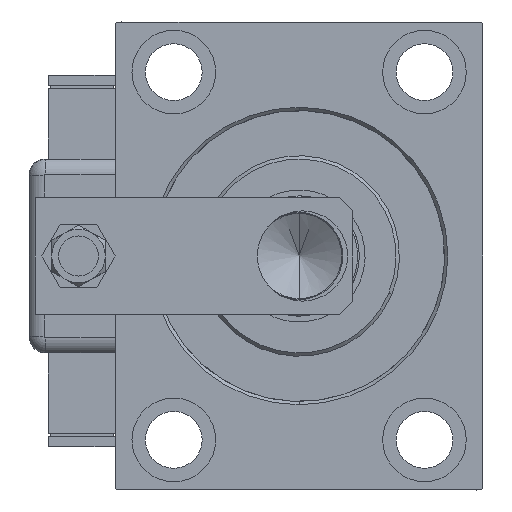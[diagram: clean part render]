
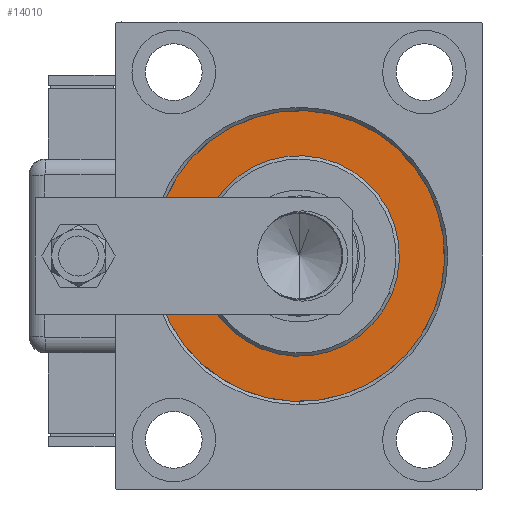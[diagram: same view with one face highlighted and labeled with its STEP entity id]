
A CAD part, left-side view. The second image highlights one B-rep face of the part: STEP entity #14010.
In plain terms, the highlighted face is planar.
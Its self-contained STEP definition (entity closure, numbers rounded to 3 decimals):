
#1131 = VERTEX_POINT ( 'NONE', #36339 ) ;
#2617 = CARTESIAN_POINT ( 'NONE',  ( 0., 0., 43.5 ) ) ;
#2720 = EDGE_LOOP ( 'NONE', ( #27108, #36671 ) ) ;
#3306 = DIRECTION ( 'NONE',  ( 0., 0., 1. ) ) ;
#5320 = CARTESIAN_POINT ( 'NONE',  ( 0., 0., -30. ) ) ;
#7257 = AXIS2_PLACEMENT_3D ( 'NONE', #25190, #39115, #3306 ) ;
#8399 = AXIS2_PLACEMENT_3D ( 'NONE', #29312, #9959, #10847 ) ;
#9959 = DIRECTION ( 'NONE',  ( 1., 0., 0. ) ) ;
#10847 = DIRECTION ( 'NONE',  ( 0., 0., -1. ) ) ;
#13023 = DIRECTION ( 'NONE',  ( -1., 0., 0. ) ) ;
#14010 = ADVANCED_FACE ( 'NONE', ( #15652, #24433 ), #28378, .F. ) ;
#14766 = DIRECTION ( 'NONE',  ( -1., 0., 0. ) ) ;
#15205 = VERTEX_POINT ( 'NONE', #24310 ) ;
#15652 = FACE_BOUND ( 'NONE', #2720, .T. ) ;
#19954 = ORIENTED_EDGE ( 'NONE', *, *, #56099, .F. ) ;
#21906 = VERTEX_POINT ( 'NONE', #5320 ) ;
#21918 = DIRECTION ( 'NONE',  ( 0., 0., -1. ) ) ;
#24310 = CARTESIAN_POINT ( 'NONE',  ( 0., 0., 30. ) ) ;
#24433 = FACE_OUTER_BOUND ( 'NONE', #49366, .T. ) ;
#25190 = CARTESIAN_POINT ( 'NONE',  ( 0., 0., 0. ) ) ;
#25340 = EDGE_CURVE ( 'NONE', #21906, #15205, #45115, .T. ) ;
#26927 = DIRECTION ( 'NONE',  ( 0., 0., 1. ) ) ;
#27108 = ORIENTED_EDGE ( 'NONE', *, *, #33606, .F. ) ;
#28378 = PLANE ( 'NONE',  #44685 ) ;
#29312 = CARTESIAN_POINT ( 'NONE',  ( 0., 0., 0. ) ) ;
#30822 = CIRCLE ( 'NONE', #35678, 30. ) ;
#33169 = CARTESIAN_POINT ( 'NONE',  ( 0., 0., 0. ) ) ;
#33461 = ORIENTED_EDGE ( 'NONE', *, *, #44032, .F. ) ;
#33606 = EDGE_CURVE ( 'NONE', #15205, #21906, #30822, .T. ) ;
#34626 = CARTESIAN_POINT ( 'NONE',  ( 0., 0., 0. ) ) ;
#35678 = AXIS2_PLACEMENT_3D ( 'NONE', #34626, #44584, #21918 ) ;
#36339 = CARTESIAN_POINT ( 'NONE',  ( 0., 0., -43.5 ) ) ;
#36671 = ORIENTED_EDGE ( 'NONE', *, *, #25340, .F. ) ;
#37762 = CARTESIAN_POINT ( 'NONE',  ( 0., 0., 0. ) ) ;
#37864 = AXIS2_PLACEMENT_3D ( 'NONE', #33169, #13023, #26927 ) ;
#38938 = DIRECTION ( 'NONE',  ( 0., 0., 1. ) ) ;
#39115 = DIRECTION ( 'NONE',  ( -1., 0., 0. ) ) ;
#42043 = CIRCLE ( 'NONE', #7257, 43.5 ) ;
#44032 = EDGE_CURVE ( 'NONE', #1131, #48254, #50448, .T. ) ;
#44584 = DIRECTION ( 'NONE',  ( 1., 0., 0. ) ) ;
#44685 = AXIS2_PLACEMENT_3D ( 'NONE', #37762, #14766, #38938 ) ;
#45115 = CIRCLE ( 'NONE', #8399, 30. ) ;
#48254 = VERTEX_POINT ( 'NONE', #2617 ) ;
#49366 = EDGE_LOOP ( 'NONE', ( #33461, #19954 ) ) ;
#50448 = CIRCLE ( 'NONE', #37864, 43.5 ) ;
#56099 = EDGE_CURVE ( 'NONE', #48254, #1131, #42043, .T. ) ;
